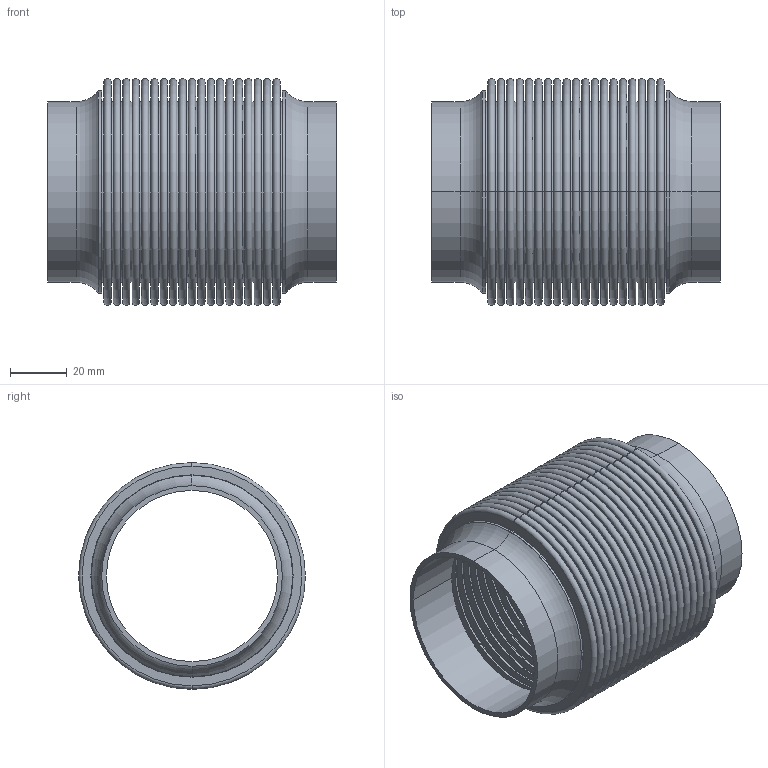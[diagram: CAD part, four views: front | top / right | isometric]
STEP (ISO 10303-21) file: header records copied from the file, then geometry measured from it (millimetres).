
FILE_DESCRIPTION (( 'STEP AP214' ), '1' );
FILE_NAME ('470507.STEP', '2024-01-21T08:25:20', ( '' ), ( '' ), 'SwSTEP 2.0', 'SolidWorks 2022', '' );
FILE_SCHEMA (( 'AUTOMOTIVE_DESIGN' ));
Length unit declared in the file: inch
Products named in the file (1): 470507
Bounding box: 101.6 x 79.76 x 79.76 mm (x, y, z)
Volume: 26464 mm3; surface area: 181113.5 mm2
Topology: 1 solids, 3 shells, 266 faces, 532 edges, 352 vertices
Faces by surface type: cylinder 100, plane 86, torus 80
Entity records: 7212 total; most frequent: DIRECTION 1498, CARTESIAN_POINT 1151, ORIENTED_EDGE 1064, AXIS2_PLACEMENT_3D 699, EDGE_CURVE 532, CIRCLE 432, VERTEX_POINT 352, EDGE_LOOP 352
